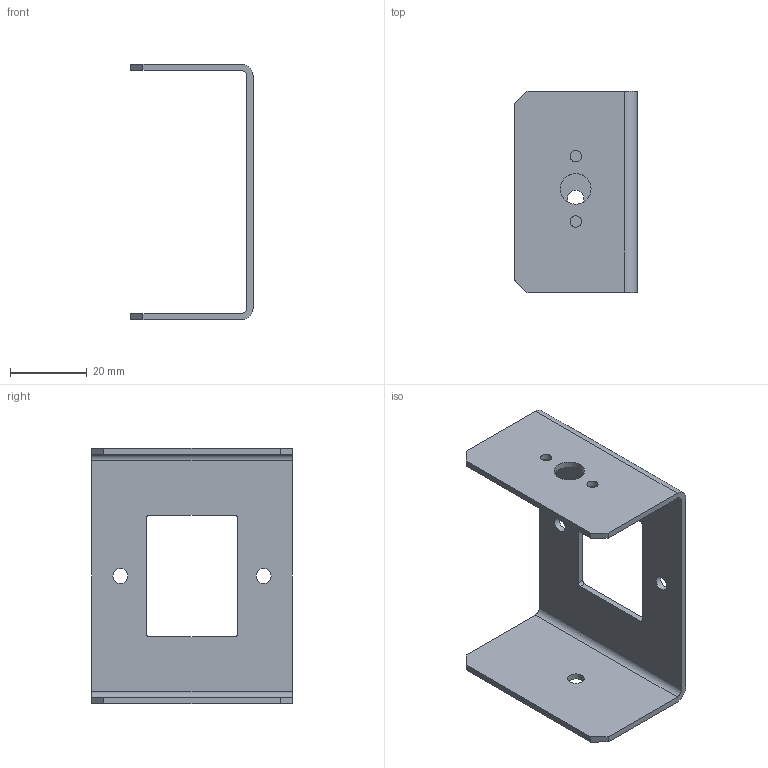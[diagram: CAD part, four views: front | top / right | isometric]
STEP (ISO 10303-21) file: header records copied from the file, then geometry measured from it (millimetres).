
FILE_DESCRIPTION(/* description */ ('Servo Base'),/* implementation_level */ '2;1');
FILE_NAME(/* name */ 'CS_CameraKit_MI-00016.ipt.step',/* time_stamp */ '2014-01-01T17:19:38-08:00',/* author */ ('Autodesk Inc.'),/* organization */ ('Autodesk Inc.'),/* preprocessor_version */ 'ST-DEVELOPER v15.2',/* originating_system */ 'Autodesk Inventor 2014',/* authorisation */ '');
FILE_SCHEMA (('AUTOMOTIVE_DESIGN { 1 0 10303 214 3 1 1 }'));
Length unit declared in the file: inch
Products named in the file (1): CS_CameraKit_MI-00016
Bounding box: 31.89 x 52.32 x 66.71 mm (x, y, z)
Volume: 9221.9 mm3; surface area: 12221.7 mm2
Topology: 1 solids, 1 shells, 32 faces, 90 edges, 60 vertices
Faces by surface type: plane 18, cylinder 14
Full cylindrical faces by diameter (mm): 2.946 x2, 3.886 x2, 4.318 x1, 8.001 x1
Entity records: 1063 total; most frequent: DIRECTION 178, CARTESIAN_POINT 177, ORIENTED_EDGE 168, EDGE_CURVE 84, AXIS2_PLACEMENT_3D 61, VERTEX_POINT 60, LINE 56, VECTOR 56
